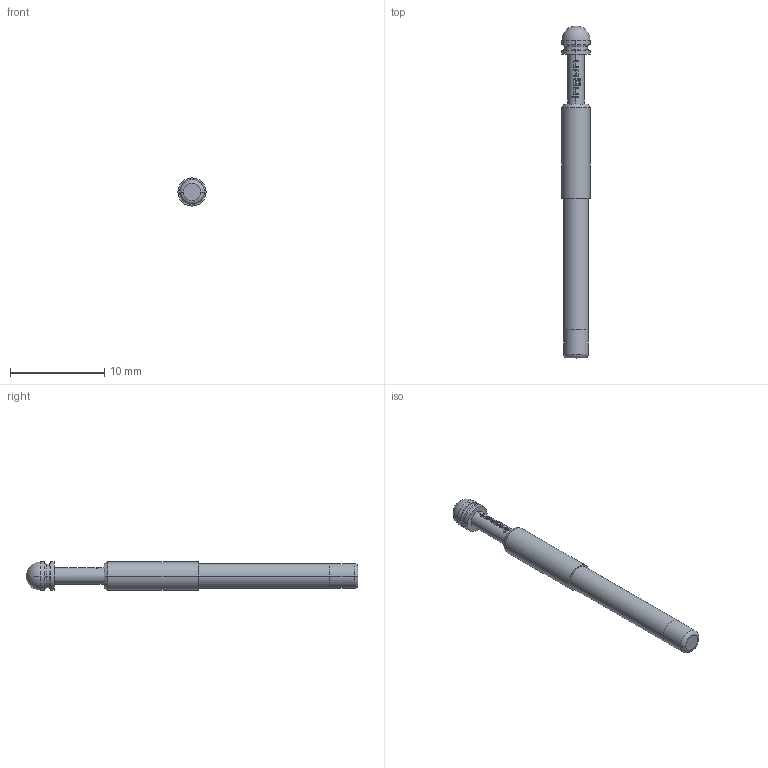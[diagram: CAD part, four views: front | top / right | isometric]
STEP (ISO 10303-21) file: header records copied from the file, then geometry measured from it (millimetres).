
FILE_DESCRIPTION (( 'STEP AP203' ), '1' );
FILE_NAME ('INGUN_HSS-120_305_300_A_xx10.STEP', '2022-02-04T08:53:36', ( 'ochi' ), ( '' ), 'SwSTEP 2.0', 'SolidWorks 2018', '' );
FILE_SCHEMA (( 'CONFIG_CONTROL_DESIGN' ));
Length unit declared in the file: millimetre
Products named in the file (1): INGUN_HSS-120_305_300_A_xx10
Bounding box: 3 x 35.3 x 3 mm (x, y, z)
Volume: 193.5 mm3; surface area: 309.5 mm2
Topology: 1 solids, 1 shells, 112 faces, 304 edges, 199 vertices
Faces by surface type: plane 47, cylinder 33, bspline 22, torus 6, sphere 2, cone 2
Entity records: 3911 total; most frequent: CARTESIAN_POINT 1134, ORIENTED_EDGE 604, DIRECTION 520, EDGE_CURVE 302, AXIS2_PLACEMENT_3D 213, VERTEX_POINT 199, CIRCLE 122, EDGE_LOOP 119
